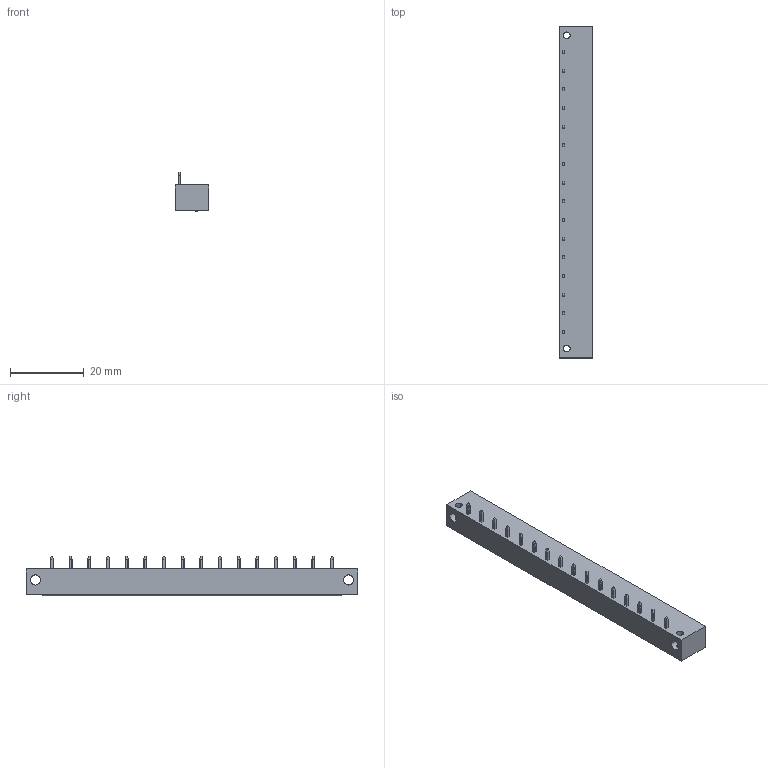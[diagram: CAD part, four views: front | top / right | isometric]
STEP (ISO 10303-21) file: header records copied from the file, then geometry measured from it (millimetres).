
FILE_DESCRIPTION((''),'2;1');
FILE_NAME('TLPHW-313R-XXP','2024-10-30T13:14:42',('sheji'),(''),'CREO PARAMETRIC BY PTC INC, 2018100','CREO PARAMETRIC BY PTC INC, 2018100','');
FILE_SCHEMA(('CONFIG_CONTROL_DESIGN'));
Length unit declared in the file: millimetre
Products named in the file (1): TLPHW-313R-XXP
Bounding box: 9.2 x 90.3 x 10.65 mm (x, y, z)
Volume: 3991.1 mm3; surface area: 6089.9 mm2
Topology: 1 solids, 1 shells, 932 faces, 2427 edges, 1562 vertices
Faces by surface type: plane 723, cylinder 157, cone 52
Entity records: 28402 total; most frequent: CARTESIAN_POINT 5884, ORIENTED_EDGE 4854, DIRECTION 4257, EDGE_CURVE 2427, VECTOR 1869, LINE 1869, VERTEX_POINT 1562, AXIS2_PLACEMENT_3D 1194
